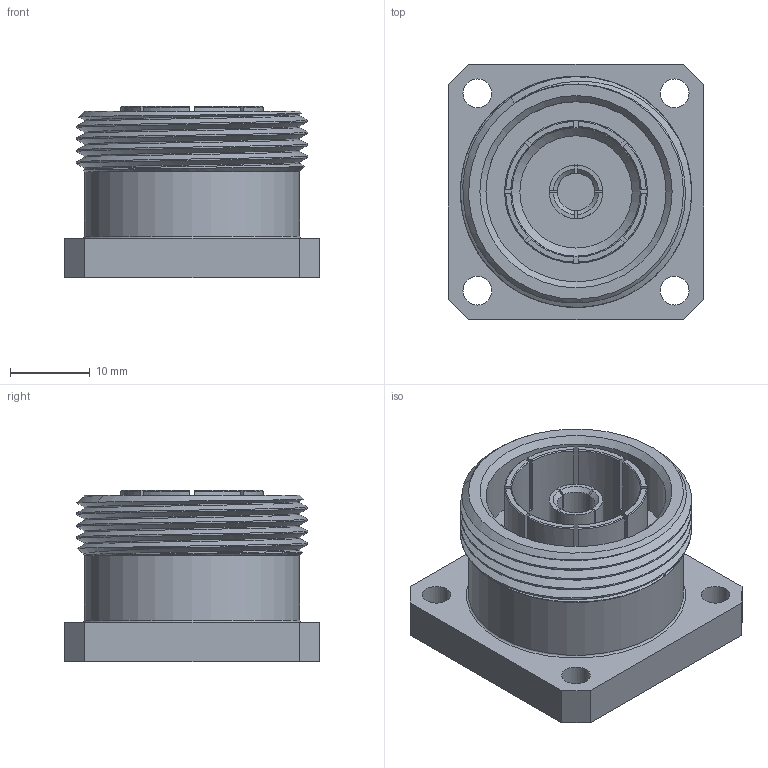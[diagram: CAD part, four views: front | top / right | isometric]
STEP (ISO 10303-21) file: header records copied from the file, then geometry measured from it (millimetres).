
FILE_DESCRIPTION (( 'STEP AP203' ), '1' );
FILE_NAME ('PE4574A.step', '2019-10-21T20:35:41', ( '' ), ( '' ), 'SwSTEP 2.0', 'SolidWorks 2018', '' );
FILE_SCHEMA (( 'CONFIG_CONTROL_DESIGN' ));
Length unit declared in the file: inch
Products named in the file (1): PE4574A
Bounding box: 32 x 32 x 21.49 mm (x, y, z)
Volume: 9708.9 mm3; surface area: 7061 mm2
Topology: 1 solids, 1 shells, 119 faces, 318 edges, 210 vertices
Faces by surface type: plane 67, cone 28, cylinder 17, bspline 6, torus 1
Full cylindrical faces by diameter (mm): 1.984 x1, 3.607 x4, 4.699 x1, 4.9 x1, 6.731 x1, 7.62 x1, 12.7 x1, 16.1 x1, 16.129 x1, 17.907 x1, 22.606 x1, 27 x1
Entity records: 5583 total; most frequent: CARTESIAN_POINT 2745, ORIENTED_EDGE 570, DIRECTION 550, EDGE_CURVE 285, AXIS2_PLACEMENT_3D 215, VERTEX_POINT 200, EDGE_LOOP 155, FACE_OUTER_BOUND 133
